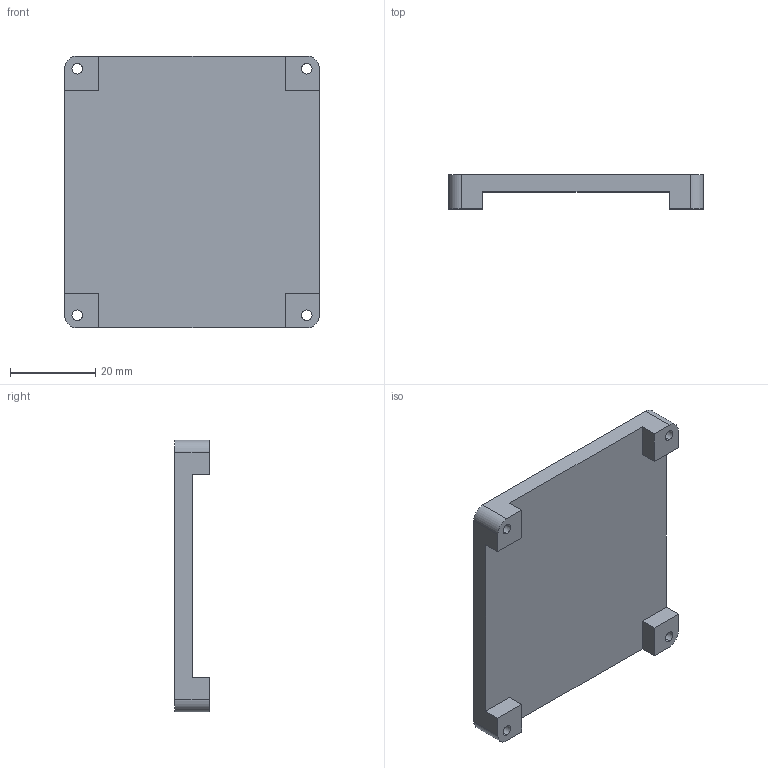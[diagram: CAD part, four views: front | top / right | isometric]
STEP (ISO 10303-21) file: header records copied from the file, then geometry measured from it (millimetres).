
FILE_DESCRIPTION (( 'STEP AP214' ), '1' );
FILE_NAME ('002.STEP', '2025-04-02T13:58:56', ( '' ), ( '' ), 'SwSTEP 2.0', 'SolidWorks 2024', '' );
FILE_SCHEMA (( 'AUTOMOTIVE_DESIGN' ));
Length unit declared in the file: millimetre
Products named in the file (1): 002
Bounding box: 59.97 x 8 x 63.97 mm (x, y, z)
Volume: 15911 mm3; surface area: 9443.2 mm2
Topology: 1 solids, 1 shells, 95 faces, 267 edges, 178 vertices
Faces by surface type: plane 51, cylinder 36, bspline 8
Entity records: 3544 total; most frequent: CARTESIAN_POINT 1029, ORIENTED_EDGE 534, DIRECTION 499, EDGE_CURVE 267, VECTOR 179, LINE 179, VERTEX_POINT 178, AXIS2_PLACEMENT_3D 160
